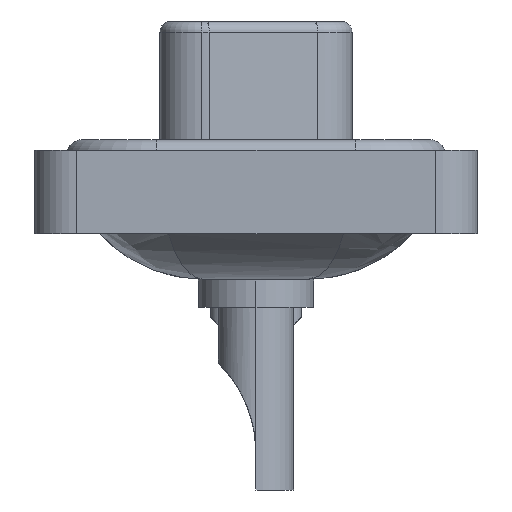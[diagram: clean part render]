
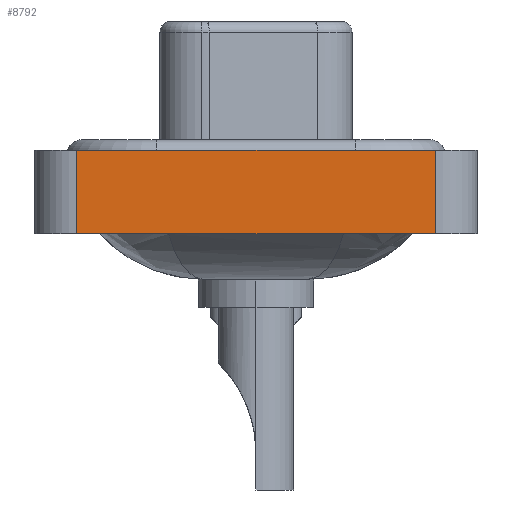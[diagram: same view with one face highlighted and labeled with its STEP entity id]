
A CAD part, left-side view. The second image highlights one B-rep face of the part: STEP entity #8792.
In plain terms, the highlighted planar face has unit normal (-1, 0, 0).
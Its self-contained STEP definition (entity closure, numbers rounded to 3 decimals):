
#316 = CARTESIAN_POINT ( 'NONE',  ( -7.35, -8.55, -3.6 ) ) ;
#851 = VECTOR ( 'NONE', #15414, 1000. ) ;
#2140 = VERTEX_POINT ( 'NONE', #11009 ) ;
#3033 = EDGE_CURVE ( 'NONE', #18770, #17393, #11642, .T. ) ;
#3855 = CARTESIAN_POINT ( 'NONE',  ( -7.35, -8.55, 0.4 ) ) ;
#4857 = VERTEX_POINT ( 'NONE', #3855 ) ;
#6350 = CARTESIAN_POINT ( 'NONE',  ( -7.35, -8.55, -3.6 ) ) ;
#7188 = FACE_OUTER_BOUND ( 'NONE', #16320, .T. ) ;
#7866 = EDGE_CURVE ( 'NONE', #18770, #2140, #16186, .T. ) ;
#8792 = ADVANCED_FACE ( 'NONE', ( #7188 ), #16501, .T. ) ;
#8929 = ORIENTED_EDGE ( 'NONE', *, *, #3033, .T. ) ;
#9513 = VECTOR ( 'NONE', #15584, 1000. ) ;
#9585 = ORIENTED_EDGE ( 'NONE', *, *, #21857, .T. ) ;
#9677 = LINE ( 'NONE', #10260, #9513 ) ;
#9853 = CARTESIAN_POINT ( 'NONE',  ( -7.35, -8.55, -3.6 ) ) ;
#10260 = CARTESIAN_POINT ( 'NONE',  ( -7.35, -8.55, 0.4 ) ) ;
#11009 = CARTESIAN_POINT ( 'NONE',  ( -7.35, 8.55, 0.4 ) ) ;
#11642 = LINE ( 'NONE', #9853, #851 ) ;
#11784 = DIRECTION ( 'NONE',  ( 0., 0., 1. ) ) ;
#11840 = VECTOR ( 'NONE', #21836, 1000. ) ;
#12358 = VECTOR ( 'NONE', #11784, 1000. ) ;
#13266 = CARTESIAN_POINT ( 'NONE',  ( -7.35, 8.55, -3.6 ) ) ;
#13540 = CARTESIAN_POINT ( 'NONE',  ( -7.35, -8.55, -3.6 ) ) ;
#14280 = DIRECTION ( 'NONE',  ( 0., 0., 1. ) ) ;
#14734 = DIRECTION ( 'NONE',  ( -1., 0., 0. ) ) ;
#15318 = LINE ( 'NONE', #13540, #12358 ) ;
#15414 = DIRECTION ( 'NONE',  ( 0., -1., 0. ) ) ;
#15584 = DIRECTION ( 'NONE',  ( 0., -1., 0. ) ) ;
#16186 = LINE ( 'NONE', #16529, #11840 ) ;
#16320 = EDGE_LOOP ( 'NONE', ( #9585, #20406, #20082, #8929 ) ) ;
#16501 = PLANE ( 'NONE',  #17885 ) ;
#16529 = CARTESIAN_POINT ( 'NONE',  ( -7.35, 8.55, -3.6 ) ) ;
#17393 = VERTEX_POINT ( 'NONE', #6350 ) ;
#17885 = AXIS2_PLACEMENT_3D ( 'NONE', #316, #14734, #14280 ) ;
#18161 = EDGE_CURVE ( 'NONE', #2140, #4857, #9677, .T. ) ;
#18770 = VERTEX_POINT ( 'NONE', #13266 ) ;
#20082 = ORIENTED_EDGE ( 'NONE', *, *, #7866, .F. ) ;
#20406 = ORIENTED_EDGE ( 'NONE', *, *, #18161, .F. ) ;
#21836 = DIRECTION ( 'NONE',  ( 0., 0., 1. ) ) ;
#21857 = EDGE_CURVE ( 'NONE', #17393, #4857, #15318, .T. ) ;
